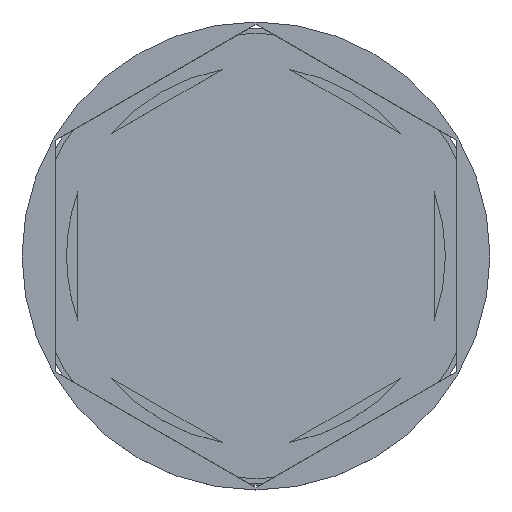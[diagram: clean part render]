
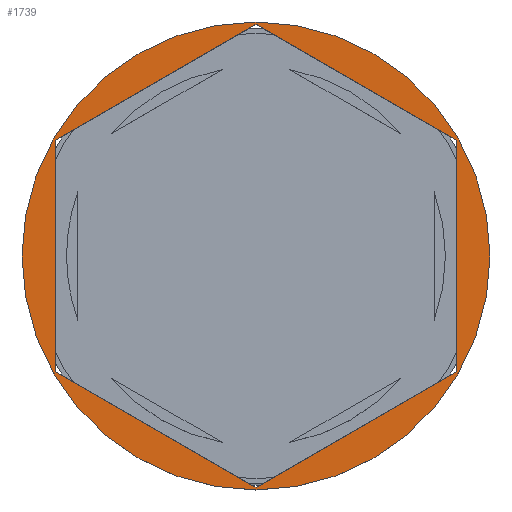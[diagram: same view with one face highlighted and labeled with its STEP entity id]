
A CAD part, top view. The second image highlights one B-rep face of the part: STEP entity #1739.
In plain terms, the highlighted planar face has unit normal (0, 0, 1).
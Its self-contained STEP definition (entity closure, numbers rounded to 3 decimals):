
#93 = VERTEX_POINT ( 'NONE', #2156 ) ;
#105 = AXIS2_PLACEMENT_3D ( 'NONE', #838, #851, #1678 ) ;
#119 = EDGE_CURVE ( 'NONE', #2293, #560, #1392, .T. ) ;
#351 = CARTESIAN_POINT ( 'NONE',  ( 0., 0., 0. ) ) ;
#368 = VERTEX_POINT ( 'NONE', #1098 ) ;
#448 = VECTOR ( 'NONE', #892, 1000. ) ;
#462 = EDGE_CURVE ( 'NONE', #2255, #586, #945, .T. ) ;
#496 = VERTEX_POINT ( 'NONE', #2614 ) ;
#527 = CARTESIAN_POINT ( 'NONE',  ( -9., -5.196, 0. ) ) ;
#531 = CARTESIAN_POINT ( 'NONE',  ( 0., 10.392, 0. ) ) ;
#560 = VERTEX_POINT ( 'NONE', #754 ) ;
#586 = VERTEX_POINT ( 'NONE', #1389 ) ;
#605 = FACE_BOUND ( 'NONE', #672, .T. ) ;
#637 = ORIENTED_EDGE ( 'NONE', *, *, #2428, .F. ) ;
#672 = EDGE_LOOP ( 'NONE', ( #994, #1862, #1788, #637, #1195, #1828 ) ) ;
#721 = DIRECTION ( 'NONE',  ( 1., 0., 0. ) ) ;
#754 = CARTESIAN_POINT ( 'NONE',  ( 10.5, 0., 0. ) ) ;
#774 = DIRECTION ( 'NONE',  ( 0., 0., 1. ) ) ;
#784 = DIRECTION ( 'NONE',  ( 1., 0., 0. ) ) ;
#822 = EDGE_CURVE ( 'NONE', #560, #2293, #913, .T. ) ;
#838 = CARTESIAN_POINT ( 'NONE',  ( 0., 0., 0. ) ) ;
#847 = CARTESIAN_POINT ( 'NONE',  ( -10.5, 0., 0. ) ) ;
#851 = DIRECTION ( 'NONE',  ( 0., 0., 1. ) ) ;
#857 = LINE ( 'NONE', #1707, #448 ) ;
#892 = DIRECTION ( 'NONE',  ( 0., 1., 0. ) ) ;
#913 = CIRCLE ( 'NONE', #105, 10.5 ) ;
#921 = CARTESIAN_POINT ( 'NONE',  ( -9., 5.196, 0. ) ) ;
#945 = LINE ( 'NONE', #1165, #2559 ) ;
#994 = ORIENTED_EDGE ( 'NONE', *, *, #462, .F. ) ;
#1024 = EDGE_CURVE ( 'NONE', #586, #93, #2549, .T. ) ;
#1098 = CARTESIAN_POINT ( 'NONE',  ( 9., -5.196, 0. ) ) ;
#1165 = CARTESIAN_POINT ( 'NONE',  ( 9., 5.196, 0. ) ) ;
#1171 = CARTESIAN_POINT ( 'NONE',  ( 0., -10.392, 0. ) ) ;
#1195 = ORIENTED_EDGE ( 'NONE', *, *, #1628, .F. ) ;
#1283 = CARTESIAN_POINT ( 'NONE',  ( 9., 5.196, 0. ) ) ;
#1299 = AXIS2_PLACEMENT_3D ( 'NONE', #351, #774, #721 ) ;
#1319 = DIRECTION ( 'NONE',  ( 0.866, -0.5, 0. ) ) ;
#1389 = CARTESIAN_POINT ( 'NONE',  ( 0., 10.392, 0. ) ) ;
#1392 = CIRCLE ( 'NONE', #1299, 10.5 ) ;
#1437 = DIRECTION ( 'NONE',  ( 0., 0., 1. ) ) ;
#1535 = ORIENTED_EDGE ( 'NONE', *, *, #119, .T. ) ;
#1543 = DIRECTION ( 'NONE',  ( 0., -1., 0. ) ) ;
#1611 = DIRECTION ( 'NONE',  ( 0.866, 0.5, 0. ) ) ;
#1628 = EDGE_CURVE ( 'NONE', #93, #496, #2130, .T. ) ;
#1652 = EDGE_LOOP ( 'NONE', ( #2282, #1535 ) ) ;
#1677 = CARTESIAN_POINT ( 'NONE',  ( 0., 0., 0. ) ) ;
#1678 = DIRECTION ( 'NONE',  ( 1., 0., 0. ) ) ;
#1679 = VECTOR ( 'NONE', #1319, 1000. ) ;
#1707 = CARTESIAN_POINT ( 'NONE',  ( 9., -5.196, 0. ) ) ;
#1739 = ADVANCED_FACE ( 'NONE', ( #605, #2247 ), #2659, .T. ) ;
#1788 = ORIENTED_EDGE ( 'NONE', *, *, #2098, .F. ) ;
#1828 = ORIENTED_EDGE ( 'NONE', *, *, #1024, .F. ) ;
#1862 = ORIENTED_EDGE ( 'NONE', *, *, #2242, .F. ) ;
#1993 = LINE ( 'NONE', #527, #1679 ) ;
#2021 = VECTOR ( 'NONE', #1611, 1000. ) ;
#2075 = CARTESIAN_POINT ( 'NONE',  ( 0., -10.392, 0. ) ) ;
#2098 = EDGE_CURVE ( 'NONE', #2587, #368, #2452, .T. ) ;
#2130 = LINE ( 'NONE', #921, #2356 ) ;
#2156 = CARTESIAN_POINT ( 'NONE',  ( -9., 5.196, 0. ) ) ;
#2235 = AXIS2_PLACEMENT_3D ( 'NONE', #1677, #1437, #784 ) ;
#2242 = EDGE_CURVE ( 'NONE', #368, #2255, #857, .T. ) ;
#2247 = FACE_OUTER_BOUND ( 'NONE', #1652, .T. ) ;
#2255 = VERTEX_POINT ( 'NONE', #1283 ) ;
#2274 = VECTOR ( 'NONE', #2359, 1000. ) ;
#2282 = ORIENTED_EDGE ( 'NONE', *, *, #822, .T. ) ;
#2293 = VERTEX_POINT ( 'NONE', #847 ) ;
#2356 = VECTOR ( 'NONE', #1543, 1000. ) ;
#2359 = DIRECTION ( 'NONE',  ( -0.866, -0.5, 0. ) ) ;
#2428 = EDGE_CURVE ( 'NONE', #496, #2587, #1993, .T. ) ;
#2452 = LINE ( 'NONE', #2075, #2021 ) ;
#2549 = LINE ( 'NONE', #531, #2274 ) ;
#2559 = VECTOR ( 'NONE', #2601, 1000. ) ;
#2587 = VERTEX_POINT ( 'NONE', #1171 ) ;
#2601 = DIRECTION ( 'NONE',  ( -0.866, 0.5, 0. ) ) ;
#2614 = CARTESIAN_POINT ( 'NONE',  ( -9., -5.196, 0. ) ) ;
#2659 = PLANE ( 'NONE',  #2235 ) ;
